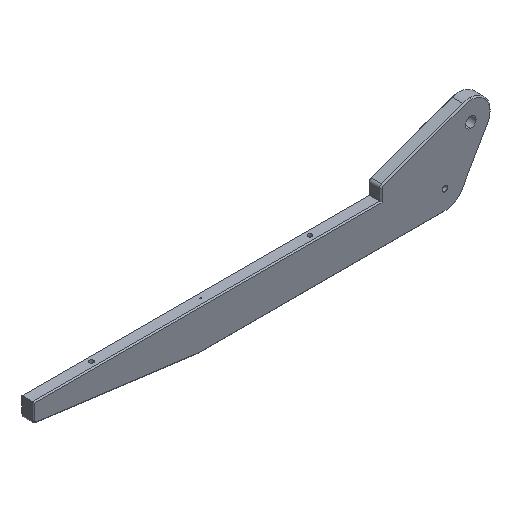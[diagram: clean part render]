
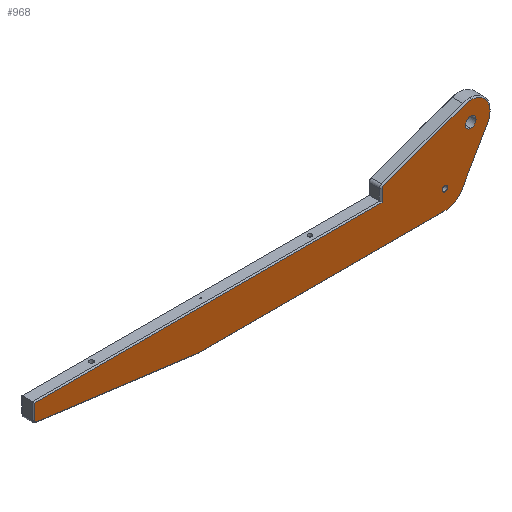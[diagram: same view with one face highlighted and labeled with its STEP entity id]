
A CAD part, isometric view. The second image highlights one B-rep face of the part: STEP entity #968.
In plain terms, the highlighted planar face has unit normal (0, -1, 0).
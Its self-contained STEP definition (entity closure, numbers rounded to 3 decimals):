
#9 = AXIS2_PLACEMENT_3D ( 'NONE', #877, #903, #1545 ) ;
#26 = VERTEX_POINT ( 'NONE', #1321 ) ;
#40 = VECTOR ( 'NONE', #1713, 1000. ) ;
#45 = VECTOR ( 'NONE', #853, 1000. ) ;
#64 = ORIENTED_EDGE ( 'NONE', *, *, #1121, .T. ) ;
#80 = ORIENTED_EDGE ( 'NONE', *, *, #1174, .T. ) ;
#92 = DIRECTION ( 'NONE',  ( 0., -1., 0. ) ) ;
#93 = LINE ( 'NONE', #1437, #40 ) ;
#98 = AXIS2_PLACEMENT_3D ( 'NONE', #1306, #729, #867 ) ;
#99 = VERTEX_POINT ( 'NONE', #1407 ) ;
#108 = EDGE_CURVE ( 'NONE', #1485, #1651, #1212, .T. ) ;
#115 = LINE ( 'NONE', #811, #1574 ) ;
#120 = EDGE_CURVE ( 'NONE', #595, #1454, #535, .T. ) ;
#149 = DIRECTION ( 'NONE',  ( 0.992, 0., -0.13 ) ) ;
#150 = DIRECTION ( 'NONE',  ( 0., 0., -1. ) ) ;
#186 = DIRECTION ( 'NONE',  ( 0., -1., 0. ) ) ;
#203 = CIRCLE ( 'NONE', #713, 1.5 ) ;
#210 = DIRECTION ( 'NONE',  ( 0., 0., 1. ) ) ;
#220 = CARTESIAN_POINT ( 'NONE',  ( -337.5, -5., -31.447 ) ) ;
#237 = CIRCLE ( 'NONE', #348, 15. ) ;
#240 = AXIS2_PLACEMENT_3D ( 'NONE', #1356, #92, #1182 ) ;
#252 = EDGE_CURVE ( 'NONE', #1370, #494, #237, .T. ) ;
#261 = CARTESIAN_POINT ( 'NONE',  ( 0., -5., 0. ) ) ;
#291 = EDGE_LOOP ( 'NONE', ( #64, #1308 ) ) ;
#303 = CIRCLE ( 'NONE', #240, 4.15 ) ;
#311 = CARTESIAN_POINT ( 'NONE',  ( -20., -5., -49.641 ) ) ;
#321 = EDGE_CURVE ( 'NONE', #494, #1625, #115, .T. ) ;
#325 = DIRECTION ( 'NONE',  ( 0., 0., 1. ) ) ;
#334 = CARTESIAN_POINT ( 'NONE',  ( -20., -5., -36.741 ) ) ;
#341 = EDGE_LOOP ( 'NONE', ( #844, #570 ) ) ;
#348 = AXIS2_PLACEMENT_3D ( 'NONE', #756, #900, #210 ) ;
#363 = EDGE_CURVE ( 'NONE', #99, #1092, #303, .T. ) ;
#391 = LINE ( 'NONE', #951, #1266 ) ;
#403 = ORIENTED_EDGE ( 'NONE', *, *, #820, .T. ) ;
#432 = VECTOR ( 'NONE', #1048, 1000. ) ;
#439 = CARTESIAN_POINT ( 'NONE',  ( -210.032, -5., -49.628 ) ) ;
#442 = EDGE_CURVE ( 'NONE', #1625, #1485, #977, .T. ) ;
#478 = EDGE_CURVE ( 'NONE', #1110, #26, #93, .T. ) ;
#494 = VERTEX_POINT ( 'NONE', #1426 ) ;
#506 = LINE ( 'NONE', #787, #432 ) ;
#520 = CARTESIAN_POINT ( 'NONE',  ( -20., -5., -49.641 ) ) ;
#535 = LINE ( 'NONE', #723, #630 ) ;
#542 = DIRECTION ( 'NONE',  ( -1., 0., 0. ) ) ;
#545 = CARTESIAN_POINT ( 'NONE',  ( 0., -5., 0. ) ) ;
#548 = CIRCLE ( 'NONE', #9, 2.1 ) ;
#558 = CARTESIAN_POINT ( 'NONE',  ( -69., -5., -10.202 ) ) ;
#565 = FACE_BOUND ( 'NONE', #291, .T. ) ;
#567 = LINE ( 'NONE', #311, #45 ) ;
#570 = ORIENTED_EDGE ( 'NONE', *, *, #633, .F. ) ;
#577 = VECTOR ( 'NONE', #542, 1000. ) ;
#580 = CIRCLE ( 'NONE', #952, 1.5 ) ;
#583 = CARTESIAN_POINT ( 'NONE',  ( -209.837, -5., -48.141 ) ) ;
#595 = VERTEX_POINT ( 'NONE', #685 ) ;
#630 = VECTOR ( 'NONE', #149, 1000. ) ;
#632 = CARTESIAN_POINT ( 'NONE',  ( 12.99, -5., -7.5 ) ) ;
#633 = EDGE_CURVE ( 'NONE', #1092, #99, #1487, .T. ) ;
#652 = VERTEX_POINT ( 'NONE', #334 ) ;
#672 = ORIENTED_EDGE ( 'NONE', *, *, #120, .T. ) ;
#679 = CARTESIAN_POINT ( 'NONE',  ( -209.837, -5., -49.641 ) ) ;
#685 = CARTESIAN_POINT ( 'NONE',  ( -337.694, -5., -32.934 ) ) ;
#686 = ORIENTED_EDGE ( 'NONE', *, *, #252, .T. ) ;
#704 = EDGE_CURVE ( 'NONE', #26, #595, #1347, .T. ) ;
#707 = CARTESIAN_POINT ( 'NONE',  ( -20., -5., -34.641 ) ) ;
#713 = AXIS2_PLACEMENT_3D ( 'NONE', #996, #1450, #325 ) ;
#721 = DIRECTION ( 'NONE',  ( 0., 0., 1. ) ) ;
#722 = EDGE_CURVE ( 'NONE', #652, #1285, #548, .T. ) ;
#723 = CARTESIAN_POINT ( 'NONE',  ( -25.122, -5., -73.809 ) ) ;
#729 = DIRECTION ( 'NONE',  ( 0., -1., 0. ) ) ;
#734 = CARTESIAN_POINT ( 'NONE',  ( -20., -5., -34.641 ) ) ;
#744 = EDGE_CURVE ( 'NONE', #1363, #1537, #203, .T. ) ;
#756 = CARTESIAN_POINT ( 'NONE',  ( -20., -5., -34.641 ) ) ;
#758 = DIRECTION ( 'NONE',  ( 0., 0., 1. ) ) ;
#787 = CARTESIAN_POINT ( 'NONE',  ( -69., -5., -34.641 ) ) ;
#792 = LINE ( 'NONE', #1727, #577 ) ;
#805 = CARTESIAN_POINT ( 'NONE',  ( 0., -5., 15. ) ) ;
#811 = CARTESIAN_POINT ( 'NONE',  ( -7.01, -5., -42.141 ) ) ;
#820 = EDGE_CURVE ( 'NONE', #1365, #1110, #792, .T. ) ;
#825 = ORIENTED_EDGE ( 'NONE', *, *, #1540, .T. ) ;
#844 = ORIENTED_EDGE ( 'NONE', *, *, #363, .F. ) ;
#847 = PLANE ( 'NONE',  #1317 ) ;
#853 = DIRECTION ( 'NONE',  ( 1., 0., 0. ) ) ;
#867 = DIRECTION ( 'NONE',  ( 0., 0., 1. ) ) ;
#877 = CARTESIAN_POINT ( 'NONE',  ( -20., -5., -34.641 ) ) ;
#900 = DIRECTION ( 'NONE',  ( 0., -1., 0. ) ) ;
#902 = ORIENTED_EDGE ( 'NONE', *, *, #1395, .T. ) ;
#903 = DIRECTION ( 'NONE',  ( 0., 1., 0. ) ) ;
#918 = CARTESIAN_POINT ( 'NONE',  ( -68.013, -5., -8.792 ) ) ;
#945 = AXIS2_PLACEMENT_3D ( 'NONE', #220, #1710, #758 ) ;
#951 = CARTESIAN_POINT ( 'NONE',  ( -33.924, -5., 3.615 ) ) ;
#952 = AXIS2_PLACEMENT_3D ( 'NONE', #583, #974, #721 ) ;
#968 = ADVANCED_FACE ( 'NONE', ( #1122, #980, #565 ), #847, .F. ) ;
#970 = DIRECTION ( 'NONE',  ( 0., 0., 1. ) ) ;
#974 = DIRECTION ( 'NONE',  ( 0., -1., 0. ) ) ;
#977 = CIRCLE ( 'NONE', #98, 15. ) ;
#980 = FACE_BOUND ( 'NONE', #341, .T. ) ;
#996 = CARTESIAN_POINT ( 'NONE',  ( -67.5, -5., -10.202 ) ) ;
#1048 = DIRECTION ( 'NONE',  ( 0., 0., -1. ) ) ;
#1053 = ORIENTED_EDGE ( 'NONE', *, *, #478, .T. ) ;
#1081 = EDGE_LOOP ( 'NONE', ( #1503, #80, #403, #1053, #1425, #672, #902, #825, #686, #1493, #1657, #1163, #1228 ) ) ;
#1087 = DIRECTION ( 'NONE',  ( 0., -1., 0. ) ) ;
#1092 = VERTEX_POINT ( 'NONE', #1548 ) ;
#1094 = AXIS2_PLACEMENT_3D ( 'NONE', #261, #186, #1360 ) ;
#1110 = VERTEX_POINT ( 'NONE', #1559 ) ;
#1121 = EDGE_CURVE ( 'NONE', #1285, #652, #1348, .T. ) ;
#1122 = FACE_OUTER_BOUND ( 'NONE', #1081, .T. ) ;
#1153 = DIRECTION ( 'NONE',  ( 0., 0., 1. ) ) ;
#1163 = ORIENTED_EDGE ( 'NONE', *, *, #108, .T. ) ;
#1174 = EDGE_CURVE ( 'NONE', #1537, #1365, #506, .T. ) ;
#1182 = DIRECTION ( 'NONE',  ( 0., 0., -1. ) ) ;
#1205 = AXIS2_PLACEMENT_3D ( 'NONE', #734, #1286, #1153 ) ;
#1212 = CIRCLE ( 'NONE', #1094, 15. ) ;
#1228 = ORIENTED_EDGE ( 'NONE', *, *, #1340, .T. ) ;
#1230 = CARTESIAN_POINT ( 'NONE',  ( -69., -5., -19.641 ) ) ;
#1260 = DIRECTION ( 'NONE',  ( 0., 1., 0. ) ) ;
#1266 = VECTOR ( 'NONE', #1597, 1000. ) ;
#1285 = VERTEX_POINT ( 'NONE', #1475 ) ;
#1286 = DIRECTION ( 'NONE',  ( 0., 1., 0. ) ) ;
#1306 = CARTESIAN_POINT ( 'NONE',  ( 0., -5., 0. ) ) ;
#1308 = ORIENTED_EDGE ( 'NONE', *, *, #722, .T. ) ;
#1317 = AXIS2_PLACEMENT_3D ( 'NONE', #707, #1260, #970 ) ;
#1321 = CARTESIAN_POINT ( 'NONE',  ( -339., -5., -31.447 ) ) ;
#1340 = EDGE_CURVE ( 'NONE', #1651, #1363, #391, .T. ) ;
#1347 = CIRCLE ( 'NONE', #945, 1.5 ) ;
#1348 = CIRCLE ( 'NONE', #1205, 2.1 ) ;
#1356 = CARTESIAN_POINT ( 'NONE',  ( 0., -5., 0. ) ) ;
#1358 = VERTEX_POINT ( 'NONE', #679 ) ;
#1360 = DIRECTION ( 'NONE',  ( 0., 0., 1. ) ) ;
#1363 = VERTEX_POINT ( 'NONE', #918 ) ;
#1365 = VERTEX_POINT ( 'NONE', #1230 ) ;
#1370 = VERTEX_POINT ( 'NONE', #520 ) ;
#1395 = EDGE_CURVE ( 'NONE', #1454, #1358, #580, .T. ) ;
#1407 = CARTESIAN_POINT ( 'NONE',  ( 0., -5., -4.15 ) ) ;
#1425 = ORIENTED_EDGE ( 'NONE', *, *, #704, .T. ) ;
#1426 = CARTESIAN_POINT ( 'NONE',  ( -7.01, -5., -42.141 ) ) ;
#1437 = CARTESIAN_POINT ( 'NONE',  ( -339., -5., -34.641 ) ) ;
#1450 = DIRECTION ( 'NONE',  ( 0., -1., 0. ) ) ;
#1454 = VERTEX_POINT ( 'NONE', #439 ) ;
#1464 = DIRECTION ( 'NONE',  ( 0.5, 0., 0.866 ) ) ;
#1465 = CARTESIAN_POINT ( 'NONE',  ( -5.13, -5., 14.095 ) ) ;
#1475 = CARTESIAN_POINT ( 'NONE',  ( -20., -5., -32.541 ) ) ;
#1485 = VERTEX_POINT ( 'NONE', #805 ) ;
#1487 = CIRCLE ( 'NONE', #1536, 4.15 ) ;
#1493 = ORIENTED_EDGE ( 'NONE', *, *, #321, .T. ) ;
#1503 = ORIENTED_EDGE ( 'NONE', *, *, #744, .T. ) ;
#1536 = AXIS2_PLACEMENT_3D ( 'NONE', #545, #1087, #150 ) ;
#1537 = VERTEX_POINT ( 'NONE', #558 ) ;
#1540 = EDGE_CURVE ( 'NONE', #1358, #1370, #567, .T. ) ;
#1545 = DIRECTION ( 'NONE',  ( 0., 0., 1. ) ) ;
#1548 = CARTESIAN_POINT ( 'NONE',  ( 0., -5., 4.15 ) ) ;
#1559 = CARTESIAN_POINT ( 'NONE',  ( -339., -5., -19.641 ) ) ;
#1574 = VECTOR ( 'NONE', #1464, 1000. ) ;
#1597 = DIRECTION ( 'NONE',  ( -0.94, 0., -0.342 ) ) ;
#1625 = VERTEX_POINT ( 'NONE', #632 ) ;
#1651 = VERTEX_POINT ( 'NONE', #1465 ) ;
#1657 = ORIENTED_EDGE ( 'NONE', *, *, #442, .T. ) ;
#1710 = DIRECTION ( 'NONE',  ( 0., -1., 0. ) ) ;
#1713 = DIRECTION ( 'NONE',  ( 0., 0., -1. ) ) ;
#1727 = CARTESIAN_POINT ( 'NONE',  ( -20., -5., -19.641 ) ) ;
